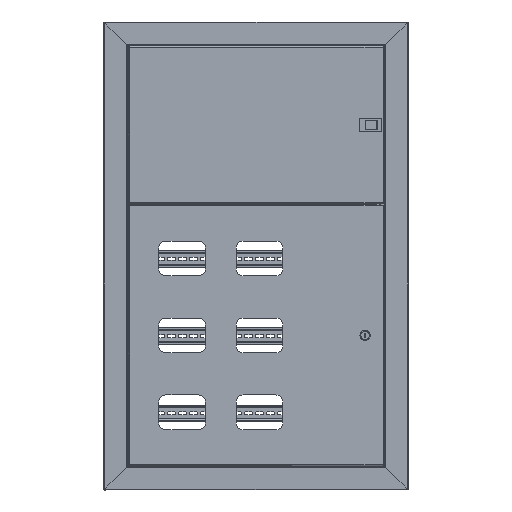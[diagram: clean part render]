
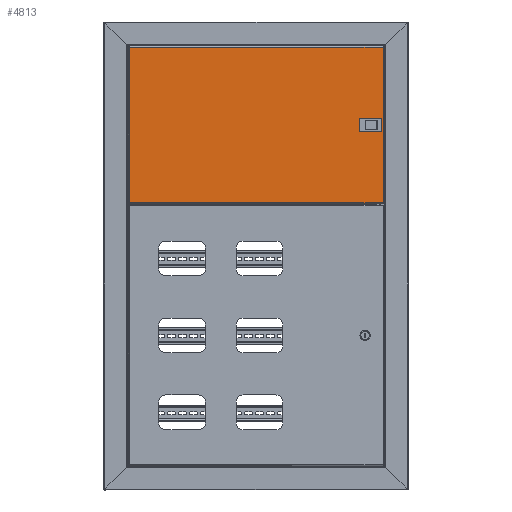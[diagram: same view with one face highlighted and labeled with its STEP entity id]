
A CAD part, top view. The second image highlights one B-rep face of the part: STEP entity #4813.
In plain terms, the highlighted planar face has unit normal (0, 0, 1).
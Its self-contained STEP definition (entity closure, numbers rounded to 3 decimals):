
#680 = FACE_BOUND ( 'NONE', #36260, .T. ) ;
#1009 = DIRECTION ( 'NONE',  ( -1., 0., 0. ) ) ;
#1397 = EDGE_CURVE ( 'NONE', #31040, #41408, #29514, .T. ) ;
#2339 = VECTOR ( 'NONE', #6018, 1000. ) ;
#3109 = CARTESIAN_POINT ( 'NONE',  ( 1.7, 1.7, 0. ) ) ;
#4664 = PLANE ( 'NONE',  #8113 ) ;
#4813 = ADVANCED_FACE ( 'NONE', ( #680, #52971 ), #4664, .F. ) ;
#5126 = CARTESIAN_POINT ( 'NONE',  ( 334.7, 0., 0. ) ) ;
#6018 = DIRECTION ( 'NONE',  ( 0., 1., 0. ) ) ;
#6294 = DIRECTION ( 'NONE',  ( 0., -1., 0. ) ) ;
#6487 = CARTESIAN_POINT ( 'NONE',  ( 334.7, 544., 0. ) ) ;
#7932 = VECTOR ( 'NONE', #38418, 1000. ) ;
#8047 = LINE ( 'NONE', #48780, #21132 ) ;
#8083 = VECTOR ( 'NONE', #17850, 1000. ) ;
#8113 = AXIS2_PLACEMENT_3D ( 'NONE', #32890, #46361, #13903 ) ;
#10322 = LINE ( 'NONE', #5126, #2339 ) ;
#10511 = LINE ( 'NONE', #25508, #7932 ) ;
#11701 = DIRECTION ( 'NONE',  ( 0., 1., 0. ) ) ;
#12630 = CARTESIAN_POINT ( 'NONE',  ( 181.2, 48.5, 0. ) ) ;
#13490 = VERTEX_POINT ( 'NONE', #59099 ) ;
#13574 = VERTEX_POINT ( 'NONE', #51794 ) ;
#13833 = DIRECTION ( 'NONE',  ( 0., -1., 0. ) ) ;
#13903 = DIRECTION ( 'NONE',  ( -1., 0., 0. ) ) ;
#15471 = ORIENTED_EDGE ( 'NONE', *, *, #31267, .F. ) ;
#17850 = DIRECTION ( 'NONE',  ( 1., 0., 0. ) ) ;
#18661 = ORIENTED_EDGE ( 'NONE', *, *, #23017, .F. ) ;
#21132 = VECTOR ( 'NONE', #11701, 1000. ) ;
#22308 = EDGE_CURVE ( 'NONE', #22444, #13490, #10511, .T. ) ;
#22444 = VERTEX_POINT ( 'NONE', #12630 ) ;
#23017 = EDGE_CURVE ( 'NONE', #13490, #13574, #29890, .T. ) ;
#24321 = CARTESIAN_POINT ( 'NONE',  ( 334.993, 544., 0. ) ) ;
#24985 = ORIENTED_EDGE ( 'NONE', *, *, #1397, .T. ) ;
#25508 = CARTESIAN_POINT ( 'NONE',  ( 155.2, 48.5, 0. ) ) ;
#26282 = VECTOR ( 'NONE', #56612, 1000. ) ;
#26433 = ORIENTED_EDGE ( 'NONE', *, *, #43755, .T. ) ;
#26847 = EDGE_CURVE ( 'NONE', #59298, #31040, #10322, .T. ) ;
#27070 = ORIENTED_EDGE ( 'NONE', *, *, #54024, .F. ) ;
#29514 = LINE ( 'NONE', #24321, #33494 ) ;
#29890 = LINE ( 'NONE', #53156, #44034 ) ;
#30575 = CARTESIAN_POINT ( 'NONE',  ( 181.2, 10., 0. ) ) ;
#30639 = CARTESIAN_POINT ( 'NONE',  ( 1.7, 1.7, 0. ) ) ;
#30758 = CARTESIAN_POINT ( 'NONE',  ( 1.7, 544., 0. ) ) ;
#30931 = VECTOR ( 'NONE', #13833, 1000. ) ;
#31040 = VERTEX_POINT ( 'NONE', #6487 ) ;
#31267 = EDGE_CURVE ( 'NONE', #13574, #51104, #58566, .T. ) ;
#31726 = VERTEX_POINT ( 'NONE', #30639 ) ;
#31952 = LINE ( 'NONE', #3109, #8083 ) ;
#32848 = ORIENTED_EDGE ( 'NONE', *, *, #34224, .T. ) ;
#32890 = CARTESIAN_POINT ( 'NONE',  ( 0., 545.7, 0. ) ) ;
#33484 = ORIENTED_EDGE ( 'NONE', *, *, #22308, .F. ) ;
#33494 = VECTOR ( 'NONE', #1009, 1000. ) ;
#34224 = EDGE_CURVE ( 'NONE', #31726, #59298, #31952, .T. ) ;
#35283 = CARTESIAN_POINT ( 'NONE',  ( 155.2, 10., 0. ) ) ;
#36260 = EDGE_LOOP ( 'NONE', ( #15471, #18661, #33484, #27070 ) ) ;
#37573 = ORIENTED_EDGE ( 'NONE', *, *, #26847, .T. ) ;
#38418 = DIRECTION ( 'NONE',  ( -1., 0., 0. ) ) ;
#38525 = CARTESIAN_POINT ( 'NONE',  ( 334.7, 1.7, 0. ) ) ;
#41408 = VERTEX_POINT ( 'NONE', #30758 ) ;
#42813 = LINE ( 'NONE', #46294, #30931 ) ;
#43755 = EDGE_CURVE ( 'NONE', #41408, #31726, #42813, .T. ) ;
#44034 = VECTOR ( 'NONE', #6294, 1000. ) ;
#46294 = CARTESIAN_POINT ( 'NONE',  ( 1.7, 544.293, 0. ) ) ;
#46361 = DIRECTION ( 'NONE',  ( 0., 0., -1. ) ) ;
#48780 = CARTESIAN_POINT ( 'NONE',  ( 181.2, 48.5, 0. ) ) ;
#51104 = VERTEX_POINT ( 'NONE', #30575 ) ;
#51794 = CARTESIAN_POINT ( 'NONE',  ( 155.2, 10., 0. ) ) ;
#52971 = FACE_OUTER_BOUND ( 'NONE', #60503, .T. ) ;
#53156 = CARTESIAN_POINT ( 'NONE',  ( 155.2, 48.5, 0. ) ) ;
#54024 = EDGE_CURVE ( 'NONE', #51104, #22444, #8047, .T. ) ;
#56612 = DIRECTION ( 'NONE',  ( 1., 0., 0. ) ) ;
#58566 = LINE ( 'NONE', #35283, #26282 ) ;
#59099 = CARTESIAN_POINT ( 'NONE',  ( 155.2, 48.5, 0. ) ) ;
#59298 = VERTEX_POINT ( 'NONE', #38525 ) ;
#60503 = EDGE_LOOP ( 'NONE', ( #32848, #37573, #24985, #26433 ) ) ;
